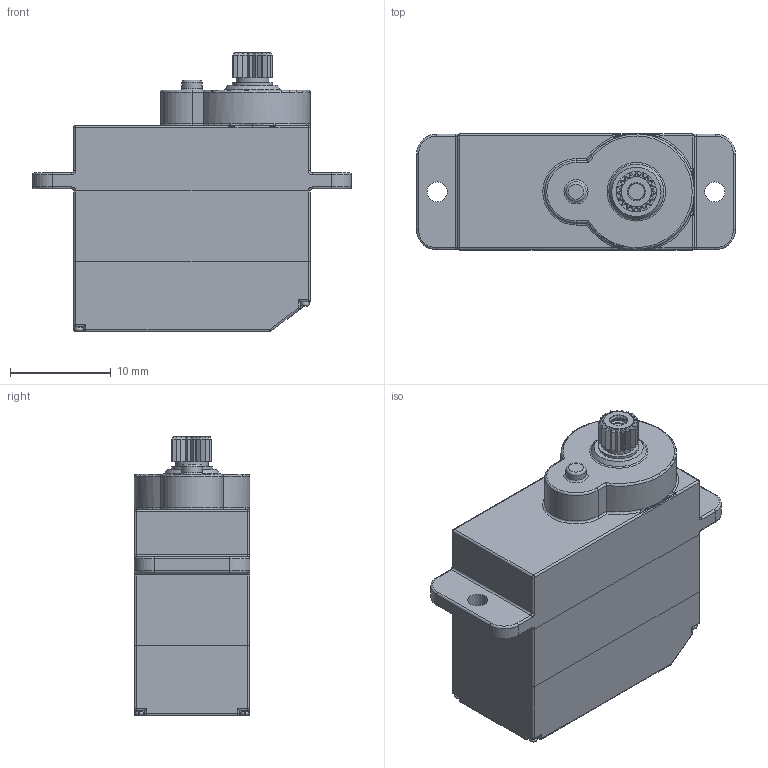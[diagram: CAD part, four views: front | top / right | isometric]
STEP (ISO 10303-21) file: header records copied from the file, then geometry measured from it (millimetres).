
FILE_DESCRIPTION(/* description */ (''),/* implementation_level */ '2;1');
FILE_NAME(/* name */ 'Servo ES08MDII v2.step',/* time_stamp */ '2023-01-26T14:38:00+07:00',/* author */ (''),/* organization */ (''),/* preprocessor_version */ 'ST-DEVELOPER v19.2',/* originating_system */ 'Autodesk Translation Framework v11.17.0.187',/* authorisation */ '');
FILE_SCHEMA (('AUTOMOTIVE_DESIGN { 1 0 10303 214 3 1 1 }'));
Length unit declared in the file: millimetre
Products named in the file (1): Servo ES08MDII
Bounding box: 31.7 x 11.5 x 27.8 mm (x, y, z)
Volume: 6068.9 mm3; surface area: 3470.9 mm2
Topology: 6 solids, 6 shells, 482 faces, 1145 edges, 684 vertices
Faces by surface type: plane 256, cylinder 119, cone 37, bspline 30, torus 26, sphere 14
Full cylindrical faces by diameter (mm): 0.3 x4, 1.623 x4, 1.805 x1, 2 x3, 2.074 x1, 2.992 x1, 3.25 x1, 4 x1
Entity records: 17230 total; most frequent: CARTESIAN_POINT 6332, ORIENTED_EDGE 2290, DIRECTION 2228, EDGE_CURVE 1145, AXIS2_PLACEMENT_3D 840, VERTEX_POINT 684, LINE 548, VECTOR 548
